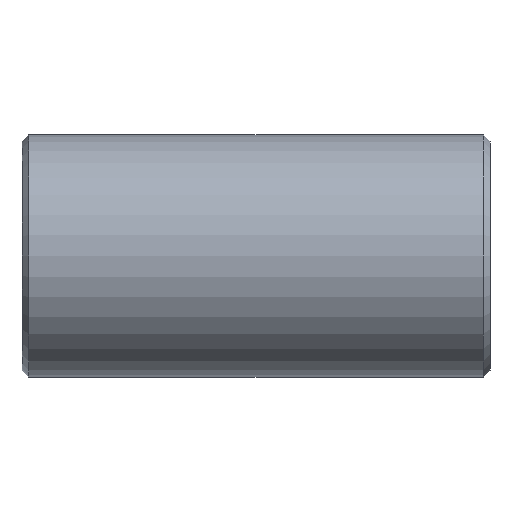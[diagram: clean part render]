
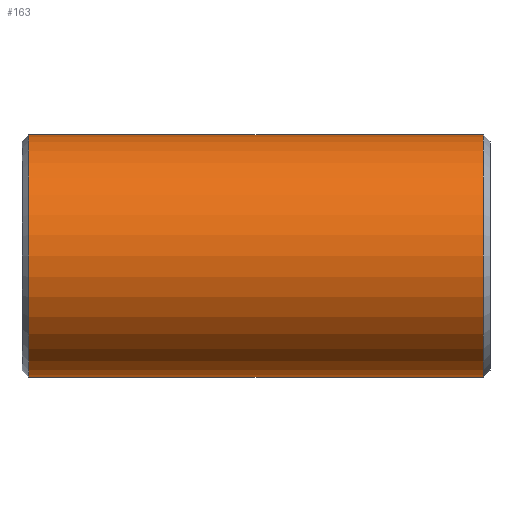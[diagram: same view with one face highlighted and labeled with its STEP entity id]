
A CAD part, front view. The second image highlights one B-rep face of the part: STEP entity #163.
In plain terms, the highlighted cylindrical face has radius 44.45 mm (diameter 88.9 mm), a partial arc.
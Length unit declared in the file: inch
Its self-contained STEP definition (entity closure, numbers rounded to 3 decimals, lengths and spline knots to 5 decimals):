
#22 = LINE ( 'NONE', #145, #715 ) ;
#27 = ORIENTED_EDGE ( 'NONE', *, *, #209, .F. ) ;
#30 = AXIS2_PLACEMENT_3D ( 'NONE', #498, #254, #376 ) ;
#66 = EDGE_LOOP ( 'NONE', ( #27, #619, #226, #697 ) ) ;
#99 = VECTOR ( 'NONE', #727, 39.37008 ) ;
#138 = VERTEX_POINT ( 'NONE', #210 ) ;
#139 = AXIS2_PLACEMENT_3D ( 'NONE', #386, #367, #739 ) ;
#145 = CARTESIAN_POINT ( 'NONE',  ( 3.38, 0., -1.75 ) ) ;
#152 = DIRECTION ( 'NONE',  ( 0., 0., 1. ) ) ;
#163 = ADVANCED_FACE ( 'NONE', ( #678 ), #319, .T. ) ;
#204 = DIRECTION ( 'NONE',  ( -1., 0., 0. ) ) ;
#209 = EDGE_CURVE ( 'NONE', #514, #138, #22, .T. ) ;
#210 = CARTESIAN_POINT ( 'NONE',  ( -3.28, 0., -1.75 ) ) ;
#220 = EDGE_CURVE ( 'NONE', #483, #138, #578, .T. ) ;
#226 = ORIENTED_EDGE ( 'NONE', *, *, #474, .T. ) ;
#254 = DIRECTION ( 'NONE',  ( -1., 0., 0. ) ) ;
#305 = VERTEX_POINT ( 'NONE', #396 ) ;
#306 = CARTESIAN_POINT ( 'NONE',  ( 3.38, 0., 1.75 ) ) ;
#319 = CYLINDRICAL_SURFACE ( 'NONE', #30, 1.75 ) ;
#358 = EDGE_CURVE ( 'NONE', #514, #305, #728, .T. ) ;
#367 = DIRECTION ( 'NONE',  ( -1., 0., 0. ) ) ;
#376 = DIRECTION ( 'NONE',  ( 0., 0., 1. ) ) ;
#386 = CARTESIAN_POINT ( 'NONE',  ( 3.28, 0., 0. ) ) ;
#396 = CARTESIAN_POINT ( 'NONE',  ( 3.28, 0., 1.75 ) ) ;
#429 = CARTESIAN_POINT ( 'NONE',  ( -3.28, 0., 0. ) ) ;
#474 = EDGE_CURVE ( 'NONE', #305, #483, #604, .T. ) ;
#483 = VERTEX_POINT ( 'NONE', #539 ) ;
#498 = CARTESIAN_POINT ( 'NONE',  ( 3.38, 0., 0. ) ) ;
#514 = VERTEX_POINT ( 'NONE', #597 ) ;
#539 = CARTESIAN_POINT ( 'NONE',  ( -3.28, 0., 1.75 ) ) ;
#578 = CIRCLE ( 'NONE', #637, 1.75 ) ;
#597 = CARTESIAN_POINT ( 'NONE',  ( 3.28, 0., -1.75 ) ) ;
#604 = LINE ( 'NONE', #306, #99 ) ;
#619 = ORIENTED_EDGE ( 'NONE', *, *, #358, .T. ) ;
#637 = AXIS2_PLACEMENT_3D ( 'NONE', #429, #670, #152 ) ;
#670 = DIRECTION ( 'NONE',  ( 1., 0., 0. ) ) ;
#678 = FACE_OUTER_BOUND ( 'NONE', #66, .T. ) ;
#697 = ORIENTED_EDGE ( 'NONE', *, *, #220, .T. ) ;
#715 = VECTOR ( 'NONE', #204, 39.37008 ) ;
#727 = DIRECTION ( 'NONE',  ( -1., 0., 0. ) ) ;
#728 = CIRCLE ( 'NONE', #139, 1.75 ) ;
#739 = DIRECTION ( 'NONE',  ( 0., 0., -1. ) ) ;
